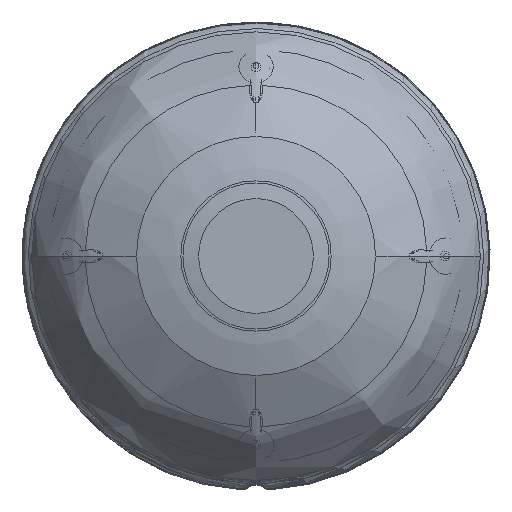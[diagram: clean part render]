
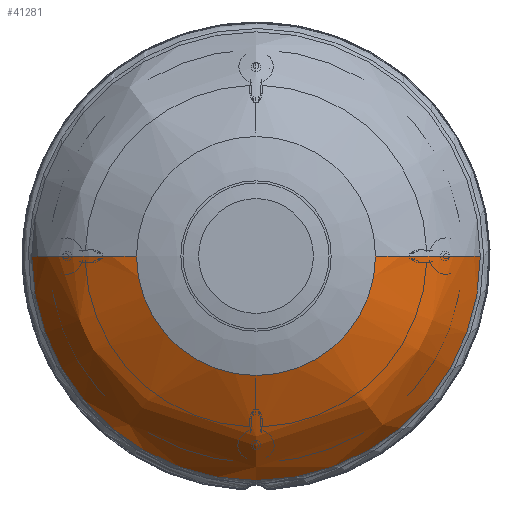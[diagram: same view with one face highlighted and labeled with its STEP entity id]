
A CAD part, top view. The second image highlights one B-rep face of the part: STEP entity #41281.
In plain terms, the highlighted free-form (B-spline) face has degree [3, 3] with [8, 4] control points.
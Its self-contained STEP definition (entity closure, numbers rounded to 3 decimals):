
#1323=(
BOUNDED_SURFACE()
B_SPLINE_SURFACE(3,3,((#184609,#184610,#184611,#184612),(#184613,#184614,
#184615,#184616),(#184617,#184618,#184619,#184620),(#184621,#184622,#184623,
#184624),(#184625,#184626,#184627,#184628),(#184629,#184630,#184631,#184632),
(#184633,#184634,#184635,#184636),(#184637,#184638,#184639,#184640)),
 .UNSPECIFIED.,.F.,.F.,.F.)
B_SPLINE_SURFACE_WITH_KNOTS((4,1,1,1,1,4),(4,4),(0.012,0.018,
0.251,0.483,0.564,0.992),(0.,1.),
 .UNSPECIFIED.)
GEOMETRIC_REPRESENTATION_ITEM()
RATIONAL_B_SPLINE_SURFACE(((1.,0.333,0.333,1.),
(1.,0.333,0.333,1.),(1.,0.333,0.333,
1.),(1.,0.333,0.333,1.),(1.,0.333,0.333,
1.),(1.,0.333,0.333,1.),(1.,0.333,0.333,
1.),(1.,0.333,0.333,1.)))
REPRESENTATION_ITEM('')
SURFACE()
);
#3664=CIRCLE('',#44260,59.379);
#3702=CIRCLE('',#44313,31.646);
#6858=FACE_OUTER_BOUND('',#9465,.T.);
#9465=EDGE_LOOP('',(#35898,#35899,#35900,#35901));
#11956=B_SPLINE_CURVE_WITH_KNOTS('',3,(#164799,#164800,#164801,#164802,
#164803,#164804,#164805,#164806),.UNSPECIFIED.,.F.,.F.,(4,1,1,1,1,4),(0.012,
0.018,0.251,0.483,0.564,
0.992),.UNSPECIFIED.);
#11957=B_SPLINE_CURVE_WITH_KNOTS('',3,(#164809,#164810,#164811,#164812,
#164813,#164814,#164815,#164816),.UNSPECIFIED.,.F.,.F.,(4,1,1,1,1,4),(0.012,
0.018,0.251,0.483,0.564,
0.992),.UNSPECIFIED.);
#18271=VERTEX_POINT('',#164795);
#18272=VERTEX_POINT('',#164796);
#18273=VERTEX_POINT('',#164798);
#18274=VERTEX_POINT('',#164807);
#23886=EDGE_CURVE('',#18272,#18273,#11956,.T.);
#23888=EDGE_CURVE('',#18271,#18274,#11957,.T.);
#23896=EDGE_CURVE('',#18272,#18271,#3664,.T.);
#23957=EDGE_CURVE('',#18274,#18273,#3702,.T.);
#35898=ORIENTED_EDGE('',*,*,#23886,.F.);
#35899=ORIENTED_EDGE('',*,*,#23896,.T.);
#35900=ORIENTED_EDGE('',*,*,#23888,.T.);
#35901=ORIENTED_EDGE('',*,*,#23957,.T.);
#41281=ADVANCED_FACE('',(#6858),#1323,.T.);
#44260=AXIS2_PLACEMENT_3D('',#164883,#51118,#51119);
#44313=AXIS2_PLACEMENT_3D('',#165922,#51224,#51225);
#51118=DIRECTION('center_axis',(0.,0.,1.));
#51119=DIRECTION('ref_axis',(1.,0.,0.));
#51224=DIRECTION('center_axis',(0.,0.,-1.));
#51225=DIRECTION('ref_axis',(1.,0.,0.));
#164795=CARTESIAN_POINT('',(59.379,0.,10.816));
#164796=CARTESIAN_POINT('',(-59.379,0.,10.816));
#164798=CARTESIAN_POINT('',(-31.646,0.,34.249));
#164799=CARTESIAN_POINT('Ctrl Pts',(-59.379,0.,
10.816));
#164800=CARTESIAN_POINT('Ctrl Pts',(-59.36,0.,
10.874));
#164801=CARTESIAN_POINT('Ctrl Pts',(-58.567,0.,
13.229));
#164802=CARTESIAN_POINT('Ctrl Pts',(-56.2,0.,
17.777));
#164803=CARTESIAN_POINT('Ctrl Pts',(-51.769,0.,
22.61));
#164804=CARTESIAN_POINT('Ctrl Pts',(-44.377,0.,
28.608));
#164805=CARTESIAN_POINT('Ctrl Pts',(-37.853,0.,
32.044));
#164806=CARTESIAN_POINT('Ctrl Pts',(-31.646,0.,
34.249));
#164807=CARTESIAN_POINT('',(31.646,0.,34.249));
#164809=CARTESIAN_POINT('Ctrl Pts',(59.379,0.,10.816));
#164810=CARTESIAN_POINT('Ctrl Pts',(59.36,0.,10.874));
#164811=CARTESIAN_POINT('Ctrl Pts',(58.567,0.,13.229));
#164812=CARTESIAN_POINT('Ctrl Pts',(56.2,0.,17.777));
#164813=CARTESIAN_POINT('Ctrl Pts',(51.769,0.,22.61));
#164814=CARTESIAN_POINT('Ctrl Pts',(44.377,0.,28.608));
#164815=CARTESIAN_POINT('Ctrl Pts',(37.853,0.,
32.044));
#164816=CARTESIAN_POINT('Ctrl Pts',(31.646,0.,
34.249));
#164883=CARTESIAN_POINT('Origin',(0.,0.,10.816));
#165922=CARTESIAN_POINT('Origin',(0.,0.,34.249));
#184609=CARTESIAN_POINT('Ctrl Pts',(59.379,0.,10.816));
#184610=CARTESIAN_POINT('Ctrl Pts',(59.379,-118.758,
10.816));
#184611=CARTESIAN_POINT('Ctrl Pts',(-59.379,-118.758,
10.816));
#184612=CARTESIAN_POINT('Ctrl Pts',(-59.379,0.,
10.816));
#184613=CARTESIAN_POINT('Ctrl Pts',(59.36,0.,10.874));
#184614=CARTESIAN_POINT('Ctrl Pts',(59.36,-118.719,10.874));
#184615=CARTESIAN_POINT('Ctrl Pts',(-59.36,-118.719,
10.874));
#184616=CARTESIAN_POINT('Ctrl Pts',(-59.36,0.,
10.874));
#184617=CARTESIAN_POINT('Ctrl Pts',(58.567,0.,13.229));
#184618=CARTESIAN_POINT('Ctrl Pts',(58.567,-117.134,13.229));
#184619=CARTESIAN_POINT('Ctrl Pts',(-58.567,-117.134,
13.229));
#184620=CARTESIAN_POINT('Ctrl Pts',(-58.567,0.,
13.229));
#184621=CARTESIAN_POINT('Ctrl Pts',(56.2,0.,17.777));
#184622=CARTESIAN_POINT('Ctrl Pts',(56.2,-112.399,17.777));
#184623=CARTESIAN_POINT('Ctrl Pts',(-56.2,-112.399,17.777));
#184624=CARTESIAN_POINT('Ctrl Pts',(-56.2,0.,
17.777));
#184625=CARTESIAN_POINT('Ctrl Pts',(51.769,0.,22.61));
#184626=CARTESIAN_POINT('Ctrl Pts',(51.769,-103.538,22.61));
#184627=CARTESIAN_POINT('Ctrl Pts',(-51.769,-103.538,22.61));
#184628=CARTESIAN_POINT('Ctrl Pts',(-51.769,0.,
22.61));
#184629=CARTESIAN_POINT('Ctrl Pts',(44.377,0.,28.608));
#184630=CARTESIAN_POINT('Ctrl Pts',(44.377,-88.754,
28.608));
#184631=CARTESIAN_POINT('Ctrl Pts',(-44.377,-88.754,
28.608));
#184632=CARTESIAN_POINT('Ctrl Pts',(-44.377,0.,
28.608));
#184633=CARTESIAN_POINT('Ctrl Pts',(37.853,0.,32.044));
#184634=CARTESIAN_POINT('Ctrl Pts',(37.853,-75.705,
32.044));
#184635=CARTESIAN_POINT('Ctrl Pts',(-37.853,-75.705,
32.044));
#184636=CARTESIAN_POINT('Ctrl Pts',(-37.853,0.,
32.044));
#184637=CARTESIAN_POINT('Ctrl Pts',(31.646,0.,34.249));
#184638=CARTESIAN_POINT('Ctrl Pts',(31.646,-63.292,
34.249));
#184639=CARTESIAN_POINT('Ctrl Pts',(-31.646,-63.292,
34.249));
#184640=CARTESIAN_POINT('Ctrl Pts',(-31.646,0.,
34.249));
